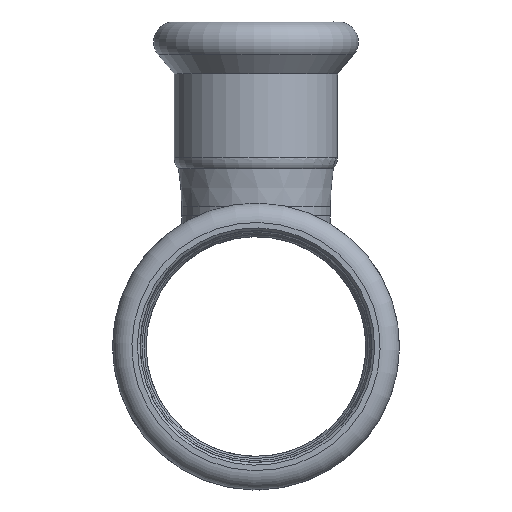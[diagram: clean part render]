
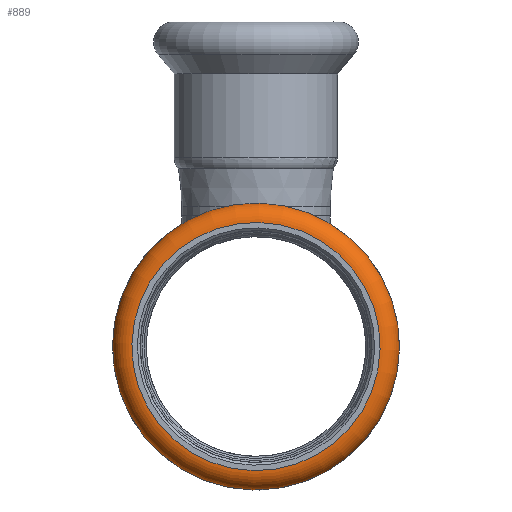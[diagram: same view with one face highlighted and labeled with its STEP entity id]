
A CAD part, left-side view. The second image highlights one B-rep face of the part: STEP entity #889.
In plain terms, the highlighted toroidal (fillet/blend) face has major radius 19.2 mm and minor radius 3 mm.
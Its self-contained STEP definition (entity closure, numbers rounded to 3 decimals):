
#122=TOROIDAL_SURFACE('',#1007,19.2,3.);
#160=FACE_OUTER_BOUND('',#224,.T.);
#224=EDGE_LOOP('',(#634,#635,#636,#637));
#304=CIRCLE('',#1006,21.657);
#305=CIRCLE('',#1008,19.2);
#306=CIRCLE('',#1009,3.);
#387=VERTEX_POINT('',#2079);
#388=VERTEX_POINT('',#2083);
#474=EDGE_CURVE('',#387,#387,#304,.T.);
#476=EDGE_CURVE('',#388,#388,#305,.T.);
#477=EDGE_CURVE('',#388,#387,#306,.T.);
#634=ORIENTED_EDGE('',*,*,#476,.F.);
#635=ORIENTED_EDGE('',*,*,#477,.T.);
#636=ORIENTED_EDGE('',*,*,#474,.T.);
#637=ORIENTED_EDGE('',*,*,#477,.F.);
#889=ADVANCED_FACE('',(#160),#122,.T.);
#1006=AXIS2_PLACEMENT_3D('',#2080,#1208,#1209);
#1007=AXIS2_PLACEMENT_3D('',#2082,#1211,#1212);
#1008=AXIS2_PLACEMENT_3D('',#2084,#1213,#1214);
#1009=AXIS2_PLACEMENT_3D('',#2085,#1215,#1216);
#1208=DIRECTION('center_axis',(-1.,0.,0.));
#1209=DIRECTION('ref_axis',(0.,0.,1.));
#1211=DIRECTION('center_axis',(-1.,0.,0.));
#1212=DIRECTION('ref_axis',(0.,0.479,0.878));
#1213=DIRECTION('center_axis',(-1.,0.,0.));
#1214=DIRECTION('ref_axis',(0.,0.,1.));
#1215=DIRECTION('center_axis',(0.,-0.878,0.479));
#1216=DIRECTION('ref_axis',(0.,-0.479,-0.878));
#2079=CARTESIAN_POINT('',(-44.779,-10.383,-19.006));
#2080=CARTESIAN_POINT('Origin',(-44.779,0.,0.));
#2082=CARTESIAN_POINT('Origin',(-46.5,0.,0.));
#2083=CARTESIAN_POINT('',(-49.5,-9.205,-16.85));
#2084=CARTESIAN_POINT('Origin',(-49.5,0.,0.));
#2085=CARTESIAN_POINT('Origin',(-46.5,-9.205,-16.85));
